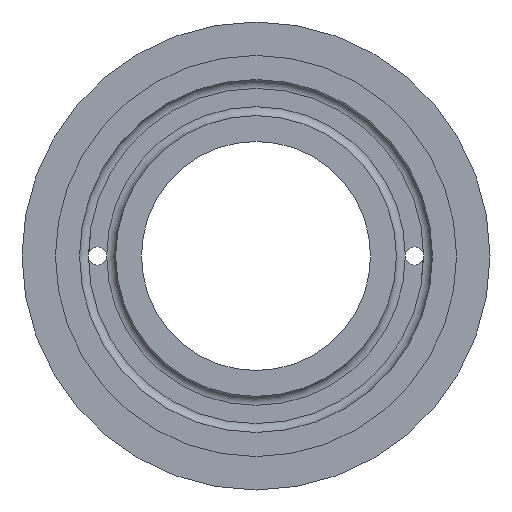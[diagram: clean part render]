
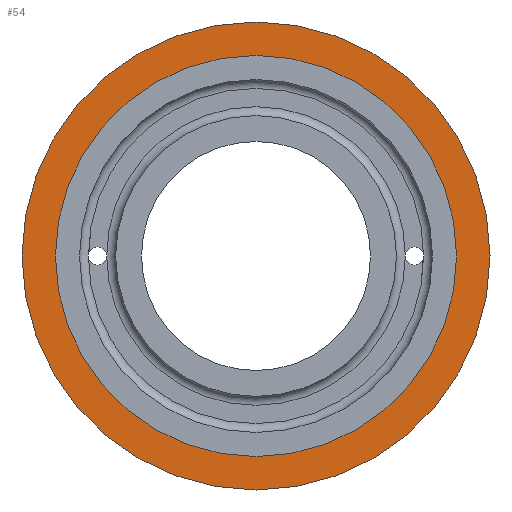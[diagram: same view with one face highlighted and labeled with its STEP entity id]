
A CAD part, left-side view. The second image highlights one B-rep face of the part: STEP entity #54.
In plain terms, the highlighted planar face has unit normal (-1, 0, 0).
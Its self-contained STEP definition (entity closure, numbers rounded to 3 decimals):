
#54 = ADVANCED_FACE( '', ( #129, #130 ), #131, .T. );
#129 = FACE_BOUND( '', #244, .T. );
#130 = FACE_OUTER_BOUND( '', #245, .T. );
#131 = PLANE( '', #246 );
#244 = EDGE_LOOP( '', ( #356 ) );
#245 = EDGE_LOOP( '', ( #357 ) );
#246 = AXIS2_PLACEMENT_3D( '', #358, #359, #360 );
#356 = ORIENTED_EDGE( '', *, *, #537, .T. );
#357 = ORIENTED_EDGE( '', *, *, #538, .F. );
#358 = CARTESIAN_POINT( '', ( -30., 52.5, 0. ) );
#359 = DIRECTION( '', ( -1., 0., 0. ) );
#360 = DIRECTION( '', ( 0., 0., 1. ) );
#537 = EDGE_CURVE( '', #604, #604, #605, .T. );
#538 = EDGE_CURVE( '', #606, #606, #607, .T. );
#604 = VERTEX_POINT( '', #696 );
#605 = CIRCLE( '', #697, 45. );
#606 = VERTEX_POINT( '', #698 );
#607 = CIRCLE( '', #699, 52.5 );
#696 = CARTESIAN_POINT( '', ( -30., 0., -45. ) );
#697 = AXIS2_PLACEMENT_3D( '', #789, #790, #791 );
#698 = CARTESIAN_POINT( '', ( -30., 0., -52.5 ) );
#699 = AXIS2_PLACEMENT_3D( '', #792, #793, #794 );
#789 = CARTESIAN_POINT( '', ( -30., 0., 0. ) );
#790 = DIRECTION( '', ( 1., 0., 0. ) );
#791 = DIRECTION( '', ( 0., 0., -1. ) );
#792 = CARTESIAN_POINT( '', ( -30., 0., 0. ) );
#793 = DIRECTION( '', ( 1., 0., 0. ) );
#794 = DIRECTION( '', ( 0., 0., -1. ) );
